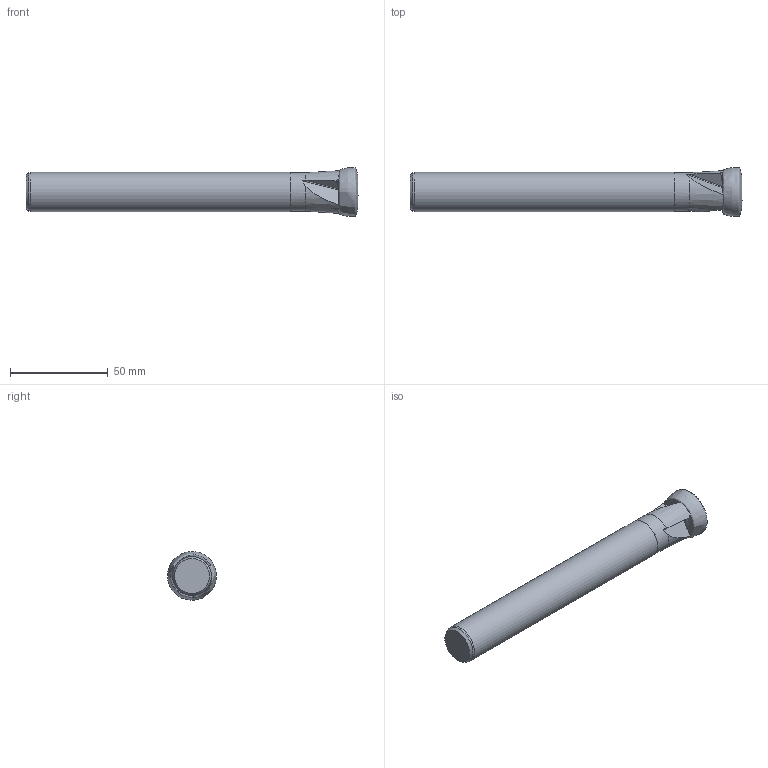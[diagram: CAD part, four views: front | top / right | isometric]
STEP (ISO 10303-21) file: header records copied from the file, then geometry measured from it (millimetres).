
FILE_DESCRIPTION (( 'STEP AP214' ), '1' );
FILE_NAME ('00PP-25-20-09-3-170.STEP', '2013-09-06T09:59:01', ( '' ), ( '' ), 'SwSTEP 2.0', 'SolidWorks 2013', '' );
FILE_SCHEMA (( 'AUTOMOTIVE_DESIGN' ));
Length unit declared in the file: millimetre
Products named in the file (1): 00PP-25-20-09-3-170
Bounding box: 169.98 x 25.03 x 25.02 mm (x, y, z)
Volume: 53791.4 mm3; surface area: 12132.2 mm2
Topology: 1 solids, 1 shells, 68 faces, 186 edges, 117 vertices
Faces by surface type: plane 29, cylinder 20, cone 12, torus 6, bspline 1
Full cylindrical faces by diameter (mm): 19.8 x1, 20 x1
Entity records: 3881 total; most frequent: CARTESIAN_POINT 2277, ORIENTED_EDGE 352, DIRECTION 299, EDGE_CURVE 176, AXIS2_PLACEMENT_3D 121, VERTEX_POINT 113, EDGE_LOOP 75, FACE_OUTER_BOUND 69
